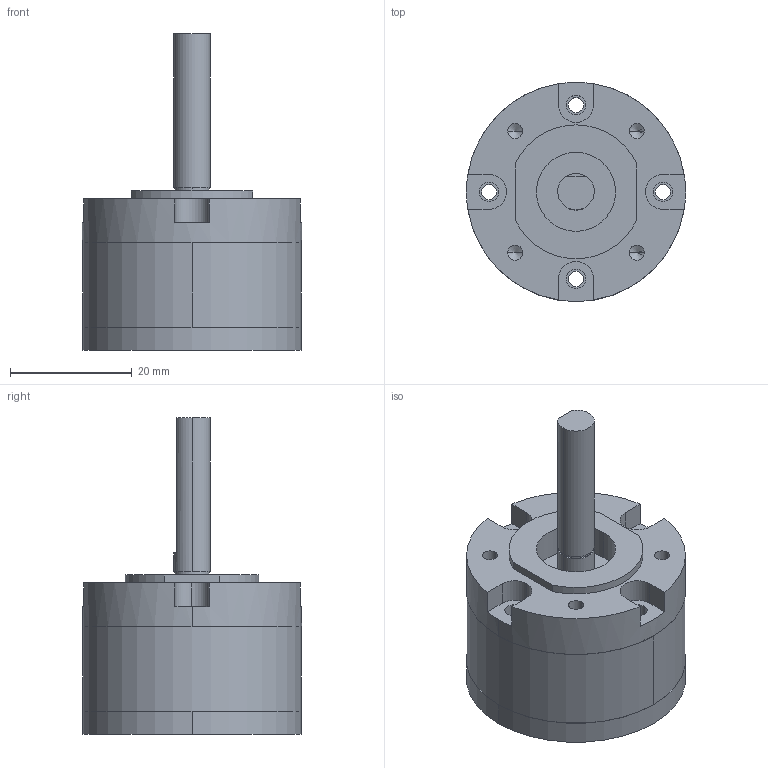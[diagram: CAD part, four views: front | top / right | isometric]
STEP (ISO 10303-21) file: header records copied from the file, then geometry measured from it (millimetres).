
FILE_DESCRIPTION (( 'STEP AP214' ), '1' );
FILE_NAME ('NeveRest 4 Gearbox.step', '2017-10-17T01:00:32', ( '' ), ( '' ), 'SwSTEP 2.0', 'SolidWorks 2017', '' );
FILE_SCHEMA (( 'AUTOMOTIVE_DESIGN' ));
Length unit declared in the file: inch
Products named in the file (1): NeveRest 4 Gearbox
Bounding box: 36 x 36 x 52.02 mm (x, y, z)
Volume: 23128 mm3; surface area: 7464.7 mm2
Topology: 1 solids, 1 shells, 91 faces, 217 edges, 138 vertices
Faces by surface type: cylinder 51, plane 32, cone 8
Entity records: 3862 total; most frequent: DIRECTION 505, CARTESIAN_POINT 439, ORIENTED_EDGE 418, EDGE_CURVE 209, AXIS2_PLACEMENT_3D 204, VERTEX_POINT 138, EDGE_LOOP 117, CIRCLE 112
